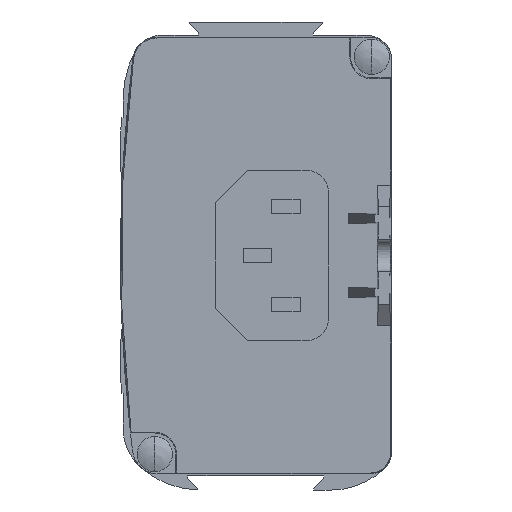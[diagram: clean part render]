
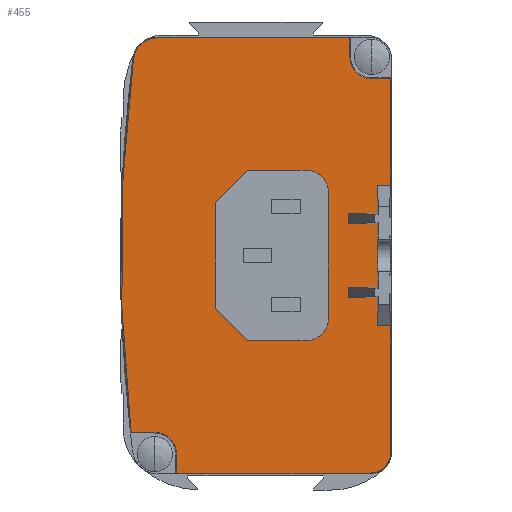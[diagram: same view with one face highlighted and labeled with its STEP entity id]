
A CAD part, left-side view. The second image highlights one B-rep face of the part: STEP entity #455.
In plain terms, the highlighted planar face has unit normal (-1, 0, 0).
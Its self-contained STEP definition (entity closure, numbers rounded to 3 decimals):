
#455=ADVANCED_FACE('',(#1240,#1241),#1242,.T.);
#1240=FACE_OUTER_BOUND('',#2388,.T.);
#1241=FACE_BOUND('',#2389,.T.);
#1242=PLANE('',#2390);
#2388=EDGE_LOOP('',(#3780,#3781,#3782,#3783,#3784,#3785,#3786,#3787,#3788,#3789,#3790,#3791,#3792,#3793,#3794,#3795,#3796,#3797,#3798,#3799,#3800,#3801,#3802,#3803));
#2389=EDGE_LOOP('',(#3804,#3805,#3806,#3807,#3808,#3809,#3810,#3811));
#2390=AXIS2_PLACEMENT_3D('',#3812,#3813,#3814);
#3780=ORIENTED_EDGE('',*,*,#7009,.T.);
#3781=ORIENTED_EDGE('',*,*,#7010,.T.);
#3782=ORIENTED_EDGE('',*,*,#7011,.F.);
#3783=ORIENTED_EDGE('',*,*,#7012,.F.);
#3784=ORIENTED_EDGE('',*,*,#7013,.T.);
#3785=ORIENTED_EDGE('',*,*,#7014,.T.);
#3786=ORIENTED_EDGE('',*,*,#7015,.T.);
#3787=ORIENTED_EDGE('',*,*,#7016,.T.);
#3788=ORIENTED_EDGE('',*,*,#7017,.T.);
#3789=ORIENTED_EDGE('',*,*,#7018,.T.);
#3790=ORIENTED_EDGE('',*,*,#7019,.T.);
#3791=ORIENTED_EDGE('',*,*,#7020,.T.);
#3792=ORIENTED_EDGE('',*,*,#7021,.T.);
#3793=ORIENTED_EDGE('',*,*,#7022,.F.);
#3794=ORIENTED_EDGE('',*,*,#7023,.F.);
#3795=ORIENTED_EDGE('',*,*,#7024,.T.);
#3796=ORIENTED_EDGE('',*,*,#7025,.T.);
#3797=ORIENTED_EDGE('',*,*,#7005,.T.);
#3798=ORIENTED_EDGE('',*,*,#7002,.T.);
#3799=ORIENTED_EDGE('',*,*,#7026,.T.);
#3800=ORIENTED_EDGE('',*,*,#7027,.T.);
#3801=ORIENTED_EDGE('',*,*,#7028,.T.);
#3802=ORIENTED_EDGE('',*,*,#7029,.T.);
#3803=ORIENTED_EDGE('',*,*,#7030,.T.);
#3804=ORIENTED_EDGE('',*,*,#7031,.F.);
#3805=ORIENTED_EDGE('',*,*,#7032,.T.);
#3806=ORIENTED_EDGE('',*,*,#7033,.F.);
#3807=ORIENTED_EDGE('',*,*,#7034,.T.);
#3808=ORIENTED_EDGE('',*,*,#7035,.F.);
#3809=ORIENTED_EDGE('',*,*,#7036,.T.);
#3810=ORIENTED_EDGE('',*,*,#7037,.F.);
#3811=ORIENTED_EDGE('',*,*,#7038,.T.);
#3812=CARTESIAN_POINT('',(-6.0,0.0,0.0));
#3813=DIRECTION('',(-1.0,0.0,0.0));
#3814=DIRECTION('',(0.0,1.0,0.0));
#7002=EDGE_CURVE('',#8455,#8453,#8456,.T.);
#7005=EDGE_CURVE('',#8459,#8455,#8460,.T.);
#7009=EDGE_CURVE('',#8465,#8466,#8467,.T.);
#7010=EDGE_CURVE('',#8466,#8468,#8469,.T.);
#7011=EDGE_CURVE('',#8470,#8468,#8471,.T.);
#7012=EDGE_CURVE('',#8472,#8470,#8473,.T.);
#7013=EDGE_CURVE('',#8472,#8474,#8475,.T.);
#7014=EDGE_CURVE('',#8474,#8476,#8477,.T.);
#7015=EDGE_CURVE('',#8476,#8478,#8479,.T.);
#7016=EDGE_CURVE('',#8478,#8480,#8481,.T.);
#7017=EDGE_CURVE('',#8480,#8482,#8483,.T.);
#7018=EDGE_CURVE('',#8482,#8484,#8485,.T.);
#7019=EDGE_CURVE('',#8484,#8486,#8487,.T.);
#7020=EDGE_CURVE('',#8486,#8488,#8489,.T.);
#7021=EDGE_CURVE('',#8488,#8490,#8491,.T.);
#7022=EDGE_CURVE('',#8492,#8490,#8493,.T.);
#7023=EDGE_CURVE('',#8494,#8492,#8495,.T.);
#7024=EDGE_CURVE('',#8494,#8496,#8497,.T.);
#7025=EDGE_CURVE('',#8496,#8459,#8498,.T.);
#7026=EDGE_CURVE('',#8453,#8499,#8500,.T.);
#7027=EDGE_CURVE('',#8499,#8501,#8502,.T.);
#7028=EDGE_CURVE('',#8501,#8503,#8504,.T.);
#7029=EDGE_CURVE('',#8503,#8505,#8506,.T.);
#7030=EDGE_CURVE('',#8505,#8465,#8507,.T.);
#7031=EDGE_CURVE('',#8508,#8509,#8510,.T.);
#7032=EDGE_CURVE('',#8508,#8511,#8512,.T.);
#7033=EDGE_CURVE('',#8513,#8511,#8514,.T.);
#7034=EDGE_CURVE('',#8513,#8515,#8516,.T.);
#7035=EDGE_CURVE('',#8517,#8515,#8518,.T.);
#7036=EDGE_CURVE('',#8517,#8519,#8520,.T.);
#7037=EDGE_CURVE('',#8521,#8519,#8522,.T.);
#7038=EDGE_CURVE('',#8521,#8509,#8523,.T.);
#8453=VERTEX_POINT('',#10491);
#8455=VERTEX_POINT('',#10494);
#8456=LINE('',#10495,#10496);
#8459=VERTEX_POINT('',#10500);
#8460=LINE('',#10501,#10502);
#8465=VERTEX_POINT('',#10509);
#8466=VERTEX_POINT('',#10510);
#8467=LINE('',#10511,#10512);
#8468=VERTEX_POINT('',#10513);
#8469=CIRCLE('',#10514,2.895);
#8470=VERTEX_POINT('',#10515);
#8471=LINE('',#10516,#10517);
#8472=VERTEX_POINT('',#10518);
#8473=LINE('',#10519,#10520);
#8474=VERTEX_POINT('',#10521);
#8475=LINE('',#10522,#10523);
#8476=VERTEX_POINT('',#10524);
#8477=LINE('',#10525,#10526);
#8478=VERTEX_POINT('',#10527);
#8479=LINE('',#10528,#10529);
#8480=VERTEX_POINT('',#10530);
#8481=LINE('',#10531,#10532);
#8482=VERTEX_POINT('',#10533);
#8483=LINE('',#10534,#10535);
#8484=VERTEX_POINT('',#10536);
#8485=LINE('',#10537,#10538);
#8486=VERTEX_POINT('',#10539);
#8487=LINE('',#10540,#10541);
#8488=VERTEX_POINT('',#10542);
#8489=LINE('',#10543,#10544);
#8490=VERTEX_POINT('',#10545);
#8491=LINE('',#10546,#10547);
#8492=VERTEX_POINT('',#10548);
#8493=LINE('',#10549,#10550);
#8494=VERTEX_POINT('',#10551);
#8495=LINE('',#10552,#10553);
#8496=VERTEX_POINT('',#10554);
#8497=LINE('',#10555,#10556);
#8498=CIRCLE('',#10557,3.105);
#8499=VERTEX_POINT('',#10558);
#8500=CIRCLE('',#10559,3.395);
#8501=VERTEX_POINT('',#10560);
#8502=CIRCLE('',#10561,220.342);
#8503=VERTEX_POINT('',#10562);
#8504=LINE('',#10563,#10564);
#8505=VERTEX_POINT('',#10565);
#8506=CIRCLE('',#10566,3.105);
#8507=LINE('',#10567,#10568);
#8508=VERTEX_POINT('',#10569);
#8509=VERTEX_POINT('',#10570);
#8510=LINE('',#10571,#10572);
#8511=VERTEX_POINT('',#10573);
#8512=LINE('',#10574,#10575);
#8513=VERTEX_POINT('',#10576);
#8514=LINE('',#10577,#10578);
#8515=VERTEX_POINT('',#10579);
#8516=LINE('',#10580,#10581);
#8517=VERTEX_POINT('',#10582);
#8518=LINE('',#10583,#10584);
#8519=VERTEX_POINT('',#10585);
#8520=CIRCLE('',#10586,3.2);
#8521=VERTEX_POINT('',#10587);
#8522=LINE('',#10588,#10589);
#8523=CIRCLE('',#10590,3.2);
#10491=CARTESIAN_POINT('',(-6.0,25.78,5.395));
#10494=CARTESIAN_POINT('',(-6.0,-1.565,5.395));
#10495=CARTESIAN_POINT('',(-6.0,-1.565,5.395));
#10496=VECTOR('',#13173,27.345);
#10500=CARTESIAN_POINT('',(-6.0,-1.565,2.7));
#10501=CARTESIAN_POINT('',(-6.0,-1.565,2.7));
#10502=VECTOR('',#13175,2.695);
#10509=CARTESIAN_POINT('',(-6.0,23.025,-56.395));
#10510=CARTESIAN_POINT('',(-6.0,-4.47,-56.395));
#10511=CARTESIAN_POINT('',(-6.0,23.025,-56.395));
#10512=VECTOR('',#13178,27.495);
#10513=CARTESIAN_POINT('',(-6.0,-7.365,-53.5));
#10514=AXIS2_PLACEMENT_3D('',#13179,#13180,#13181);
#10515=CARTESIAN_POINT('',(-6.0,-7.365,-35.5));
#10516=CARTESIAN_POINT('',(-6.0,-7.365,-35.5));
#10517=VECTOR('',#13182,18.);
#10518=CARTESIAN_POINT('',(-6.0,-5.47,-35.5));
#10519=CARTESIAN_POINT('',(-6.0,-5.47,-35.5));
#10520=VECTOR('',#13183,1.895);
#10521=CARTESIAN_POINT('',(-6.0,-5.47,-31.5));
#10522=CARTESIAN_POINT('',(-6.0,-5.47,-35.5));
#10523=VECTOR('',#13184,4.0);
#10524=CARTESIAN_POINT('',(-6.0,-1.358,-31.5));
#10525=CARTESIAN_POINT('',(-6.0,-5.47,-31.5));
#10526=VECTOR('',#13185,4.113);
#10527=CARTESIAN_POINT('',(-6.0,-1.358,-30.0));
#10528=CARTESIAN_POINT('',(-6.0,-1.358,-31.5));
#10529=VECTOR('',#13186,1.5);
#10530=CARTESIAN_POINT('',(-6.0,-5.47,-30.0));
#10531=CARTESIAN_POINT('',(-6.0,-1.358,-30.0));
#10532=VECTOR('',#13187,4.113);
#10533=CARTESIAN_POINT('',(-6.0,-5.47,-21.0));
#10534=CARTESIAN_POINT('',(-6.0,-5.47,-30.0));
#10535=VECTOR('',#13188,9.0);
#10536=CARTESIAN_POINT('',(-6.0,-1.358,-21.0));
#10537=CARTESIAN_POINT('',(-6.0,-5.47,-21.0));
#10538=VECTOR('',#13189,4.113);
#10539=CARTESIAN_POINT('',(-6.0,-1.358,-19.5));
#10540=CARTESIAN_POINT('',(-6.0,-1.358,-21.0));
#10541=VECTOR('',#13190,1.5);
#10542=CARTESIAN_POINT('',(-6.0,-5.47,-19.5));
#10543=CARTESIAN_POINT('',(-6.0,-1.358,-19.5));
#10544=VECTOR('',#13191,4.113);
#10545=CARTESIAN_POINT('',(-6.0,-5.47,-15.5));
#10546=CARTESIAN_POINT('',(-6.0,-5.47,-19.5));
#10547=VECTOR('',#13192,4.0);
#10548=CARTESIAN_POINT('',(-6.0,-7.365,-15.5));
#10549=CARTESIAN_POINT('',(-6.0,-7.365,-15.5));
#10550=VECTOR('',#13193,1.895);
#10551=CARTESIAN_POINT('',(-6.0,-7.365,-0.405));
#10552=CARTESIAN_POINT('',(-6.0,-7.365,-0.405));
#10553=VECTOR('',#13194,15.095);
#10554=CARTESIAN_POINT('',(-6.0,-4.67,-0.405));
#10555=CARTESIAN_POINT('',(-6.0,-7.365,-0.405));
#10556=VECTOR('',#13195,2.695);
#10557=AXIS2_PLACEMENT_3D('',#13196,#13197,#13198);
#10558=CARTESIAN_POINT('',(-6.,29.148,2.43));
#10559=AXIS2_PLACEMENT_3D('',#13199,#13200,#13201);
#10560=CARTESIAN_POINT('',(-6.,29.492,-50.595));
#10561=AXIS2_PLACEMENT_3D('',#13202,#13203,#13204);
#10562=CARTESIAN_POINT('',(-6.,26.13,-50.595));
#10563=CARTESIAN_POINT('',(-6.,29.492,-50.595));
#10564=VECTOR('',#13205,3.362);
#10565=CARTESIAN_POINT('',(-6.,23.025,-53.7));
#10566=AXIS2_PLACEMENT_3D('',#13206,#13207,#13208);
#10567=CARTESIAN_POINT('',(-6.0,23.025,-53.7));
#10568=VECTOR('',#13209,2.695);
#10569=CARTESIAN_POINT('',(-6.0,12.95,-37.6));
#10570=CARTESIAN_POINT('',(-6.0,4.65,-37.6));
#10571=CARTESIAN_POINT('',(-6.0,12.95,-37.6));
#10572=VECTOR('',#13210,8.3);
#10573=CARTESIAN_POINT('',(-6.0,17.55,-33.0));
#10574=CARTESIAN_POINT('',(-6.0,12.95,-37.6));
#10575=VECTOR('',#13211,6.505);
#10576=CARTESIAN_POINT('',(-6.0,17.55,-18.0));
#10577=CARTESIAN_POINT('',(-6.0,17.55,-18.0));
#10578=VECTOR('',#13212,15.0);
#10579=CARTESIAN_POINT('',(-6.0,12.95,-13.4));
#10580=CARTESIAN_POINT('',(-6.0,17.55,-18.0));
#10581=VECTOR('',#13213,6.505);
#10582=CARTESIAN_POINT('',(-6.0,4.65,-13.4));
#10583=CARTESIAN_POINT('',(-6.0,4.65,-13.4));
#10584=VECTOR('',#13214,8.3);
#10585=CARTESIAN_POINT('',(-6.0,1.45,-16.6));
#10586=AXIS2_PLACEMENT_3D('',#13215,#13216,#13217);
#10587=CARTESIAN_POINT('',(-6.0,1.45,-34.4));
#10588=CARTESIAN_POINT('',(-6.0,1.45,-34.4));
#10589=VECTOR('',#13218,17.8);
#10590=AXIS2_PLACEMENT_3D('',#13219,#13220,#13221);
#13173=DIRECTION('',(0.0,1.0,0.0));
#13175=DIRECTION('',(0.0,0.,1.0));
#13178=DIRECTION('',(0.0,-1.0,0.));
#13179=CARTESIAN_POINT('',(-6.0,-4.47,-53.5));
#13180=DIRECTION('',(-1.0,-0.0,0.0));
#13181=DIRECTION('',(0.0,0.,-1.0));
#13182=DIRECTION('',(0.0,0.0,-1.0));
#13183=DIRECTION('',(0.0,-1.0,0.));
#13184=DIRECTION('',(0.0,0.0,1.0));
#13185=DIRECTION('',(0.0,1.0,0.));
#13186=DIRECTION('',(0.0,0.,1.0));
#13187=DIRECTION('',(0.0,-1.0,0.0));
#13188=DIRECTION('',(0.0,0.0,1.0));
#13189=DIRECTION('',(0.0,1.0,0.0));
#13190=DIRECTION('',(0.0,0.,1.0));
#13191=DIRECTION('',(0.0,-1.0,0.));
#13192=DIRECTION('',(0.0,0.0,1.0));
#13193=DIRECTION('',(0.0,1.0,0.));
#13194=DIRECTION('',(0.0,0.0,-1.0));
#13195=DIRECTION('',(0.0,1.0,0.));
#13196=CARTESIAN_POINT('',(-6.0,-4.67,2.7));
#13197=DIRECTION('',(1.0,0.0,0.0));
#13198=DIRECTION('',(0.0,0.,-1.0));
#13199=CARTESIAN_POINT('',(-6.0,25.78,2.0));
#13200=DIRECTION('',(-1.0,0.0,0.0));
#13201=DIRECTION('',(0.0,0.,1.0));
#13202=CARTESIAN_POINT('',(-6.,-189.416,-25.5));
#13203=DIRECTION('',(-1.0,0.0,0.0));
#13204=DIRECTION('',(0.0,0.992,0.127));
#13205=DIRECTION('',(0.,-1.0,0.));
#13206=CARTESIAN_POINT('',(-6.0,26.13,-53.7));
#13207=DIRECTION('',(1.0,0.0,0.0));
#13208=DIRECTION('',(0.0,0.,1.0));
#13209=DIRECTION('',(0.0,0.,-1.0));
#13210=DIRECTION('',(0.0,-1.0,0.0));
#13211=DIRECTION('',(0.0,0.707,0.707));
#13212=DIRECTION('',(0.0,0.0,-1.0));
#13213=DIRECTION('',(0.0,-0.707,0.707));
#13214=DIRECTION('',(0.0,1.0,0.0));
#13215=CARTESIAN_POINT('',(-6.0,4.65,-16.6));
#13216=DIRECTION('',(1.0,0.0,-0.0));
#13217=DIRECTION('',(0.0,0.0,1.0));
#13218=DIRECTION('',(0.0,0.0,1.0));
#13219=CARTESIAN_POINT('',(-6.0,4.65,-34.4));
#13220=DIRECTION('',(1.0,0.0,0.0));
#13221=DIRECTION('',(0.0,-1.0,0.0));
